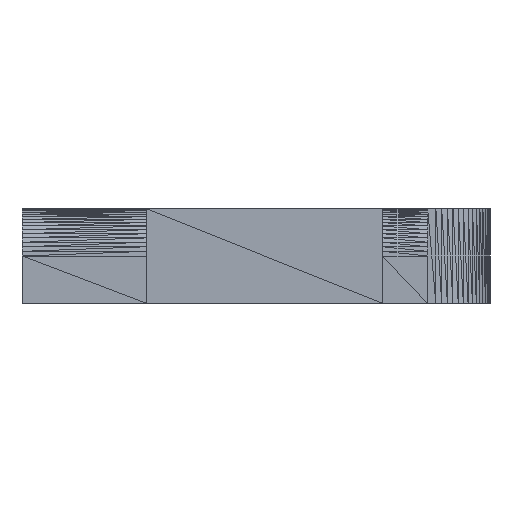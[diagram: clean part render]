
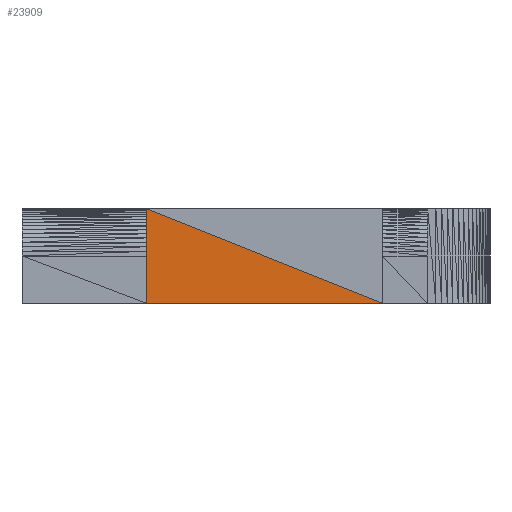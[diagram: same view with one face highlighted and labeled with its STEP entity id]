
A CAD part, front view. The second image highlights one B-rep face of the part: STEP entity #23909.
In plain terms, the highlighted planar face has unit normal (0, -1, 0).
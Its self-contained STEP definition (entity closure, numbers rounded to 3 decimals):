
#890=CARTESIAN_POINT('',(21.425,-24.5,0.));
#891=VERTEX_POINT('',#890);
#1934=CARTESIAN_POINT('',(-18.575,-24.5,0.));
#1935=VERTEX_POINT('',#1934);
#1936=CARTESIAN_POINT('',(-18.575,-24.5,16.));
#1937=VERTEX_POINT('',#1936);
#10717=CARTESIAN_POINT('',(-18.575,-24.5,0.));
#23526=CARTESIAN_POINT('',(21.425,-24.5,0.));
#23660=DIRECTION('',(0.0,-1.0,0.0));
#23862=CARTESIAN_POINT('',(-18.575,-24.5,16.));
#23882=DIRECTION('',(1.0,0.0,0.0));
#23883=DIRECTION('',(-0.928,0.0,0.371));
#23884=DIRECTION('',(0.0,0.0,-1.0));
#23885=VECTOR('',#23882,1.);
#23886=VECTOR('',#23883,1.);
#23887=VECTOR('',#23884,1.);
#23888=CARTESIAN_POINT('',(-18.575,-24.5,0.));
#23891=LINE('',#23888,#23885);
#23892=LINE('',#23526,#23886);
#23893=LINE('',#23862,#23887);
#23897=EDGE_CURVE('',#1935,#891,#23891,.T.);
#23898=EDGE_CURVE('',#891,#1937,#23892,.T.);
#23899=EDGE_CURVE('',#1937,#1935,#23893,.T.);
#23900=ORIENTED_EDGE('',*,*,#23897,.T.);
#23901=ORIENTED_EDGE('',*,*,#23898,.T.);
#23902=ORIENTED_EDGE('',*,*,#23899,.T.);
#23903=EDGE_LOOP('',(#23900,#23901,#23902));
#23904=FACE_BOUND('',#23903,.T.);
#23907=AXIS2_PLACEMENT_3D('',#10717,#23660,$);
#23908=PLANE('',#23907);
#23909=ADVANCED_FACE('',(#23904),#23908,.T.);
